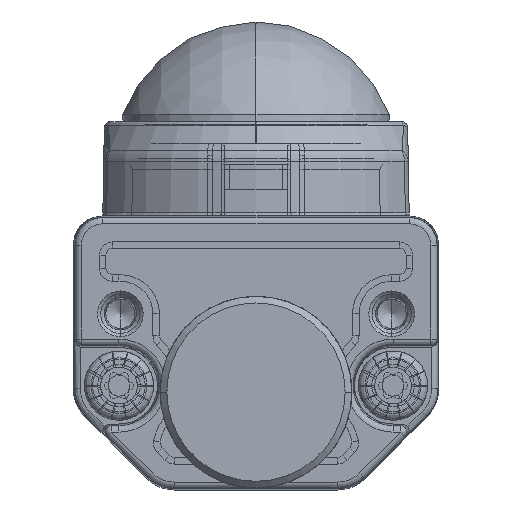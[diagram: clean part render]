
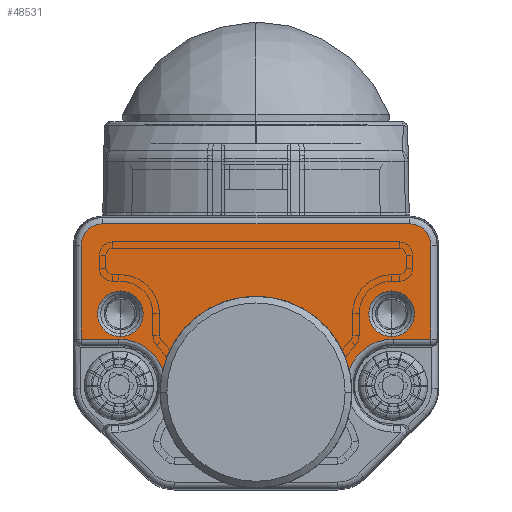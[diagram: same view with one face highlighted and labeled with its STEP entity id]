
A CAD part, left-side view. The second image highlights one B-rep face of the part: STEP entity #48531.
In plain terms, the highlighted face is planar.
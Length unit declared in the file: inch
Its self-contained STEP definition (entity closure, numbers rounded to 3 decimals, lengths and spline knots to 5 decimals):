
#45226=CARTESIAN_POINT('',(13.,8.,10.5));
#45227=DIRECTION('',(-1.,0.,0.));
#45228=DIRECTION('',(0.,1.,0.));
#45229=AXIS2_PLACEMENT_3D('',#45226,#45227,#45228);
#45231=DIRECTION('',(0.,0.,-1.));
#45232=VECTOR('',#45231,2.8909);
#45233=CARTESIAN_POINT('',(13.,11.56353,13.3909));
#45234=LINE('',#45233,#45232);
#45235=DIRECTION('',(0.,-1.,0.));
#45236=VECTOR('',#45235,7.18647);
#45237=CARTESIAN_POINT('',(13.,18.75,13.3909));
#45238=LINE('',#45237,#45236);
#45239=CARTESIAN_POINT('',(13.,18.75,11.75));
#45240=DIRECTION('',(1.,0.,0.));
#45241=DIRECTION('',(0.,1.,0.));
#45242=AXIS2_PLACEMENT_3D('',#45239,#45240,#45241);
#45244=DIRECTION('',(0.,0.,1.));
#45245=VECTOR('',#45244,23.5);
#45246=CARTESIAN_POINT('',(13.,20.3909,-11.75));
#45247=LINE('',#45246,#45245);
#45248=CARTESIAN_POINT('',(13.,18.75,-11.75));
#45249=DIRECTION('',(1.,0.,0.));
#45250=DIRECTION('',(0.,0.,-1.));
#45251=AXIS2_PLACEMENT_3D('',#45248,#45249,#45250);
#45253=DIRECTION('',(0.,1.,0.));
#45254=VECTOR('',#45253,7.18647);
#45255=CARTESIAN_POINT('',(13.,11.56353,-13.3909));
#45256=LINE('',#45255,#45254);
#45257=DIRECTION('',(0.,0.,-1.));
#45258=VECTOR('',#45257,2.8909);
#45259=CARTESIAN_POINT('',(13.,11.56353,-10.5));
#45260=LINE('',#45259,#45258);
#45261=CARTESIAN_POINT('',(13.,8.,-10.5));
#45262=DIRECTION('',(-1.,0.,0.));
#45263=DIRECTION('',(0.,0.34,0.941));
#45264=AXIS2_PLACEMENT_3D('',#45261,#45262,#45263);
#45266=CARTESIAN_POINT('',(13.,7.5,0.));
#45267=DIRECTION('',(1.,0.,0.));
#45268=DIRECTION('',(0.,0.233,-0.973));
#45269=AXIS2_PLACEMENT_3D('',#45266,#45267,#45268);
#45325=CARTESIAN_POINT('',(13.,13.5,-10.3923));
#45326=DIRECTION('',(-1.,0.,0.));
#45327=DIRECTION('',(0.,1.,0.));
#45328=AXIS2_PLACEMENT_3D('',#45325,#45326,#45327);
#45330=CARTESIAN_POINT('',(13.,13.5,-10.3923));
#45331=DIRECTION('',(-1.,0.,0.));
#45332=DIRECTION('',(0.,-1.,0.));
#45333=AXIS2_PLACEMENT_3D('',#45330,#45331,#45332);
#45335=CARTESIAN_POINT('',(13.,13.5,10.3923));
#45336=DIRECTION('',(-1.,0.,0.));
#45337=DIRECTION('',(0.,1.,0.));
#45338=AXIS2_PLACEMENT_3D('',#45335,#45336,#45337);
#45340=CARTESIAN_POINT('',(13.,13.5,10.3923));
#45341=DIRECTION('',(-1.,0.,0.));
#45342=DIRECTION('',(0.,-1.,0.));
#45343=AXIS2_PLACEMENT_3D('',#45340,#45341,#45342);
#45982=CARTESIAN_POINT('',(13.,20.3909,11.75));
#45983=CARTESIAN_POINT('',(13.,18.75,13.3909));
#45984=VERTEX_POINT('',#45982);
#45985=VERTEX_POINT('',#45983);
#45990=CARTESIAN_POINT('',(13.,20.3909,-11.75));
#45991=VERTEX_POINT('',#45990);
#45994=CARTESIAN_POINT('',(13.,18.75,-13.3909));
#45995=VERTEX_POINT('',#45994);
#46030=CARTESIAN_POINT('',(13.,11.56353,10.5));
#46031=CARTESIAN_POINT('',(13.,9.21015,7.14824));
#46032=VERTEX_POINT('',#46030);
#46033=VERTEX_POINT('',#46031);
#46062=CARTESIAN_POINT('',(13.,11.56353,13.3909));
#46063=VERTEX_POINT('',#46062);
#46072=CARTESIAN_POINT('',(13.,9.21015,-7.14824));
#46073=CARTESIAN_POINT('',(13.,11.56353,-10.5));
#46074=VERTEX_POINT('',#46072);
#46075=VERTEX_POINT('',#46073);
#46104=CARTESIAN_POINT('',(13.,11.56353,-13.3909));
#46105=VERTEX_POINT('',#46104);
#46304=CARTESIAN_POINT('',(13.,15.25,-10.3923));
#46305=CARTESIAN_POINT('',(13.,11.75,-10.3923));
#46306=VERTEX_POINT('',#46304);
#46307=VERTEX_POINT('',#46305);
#46308=CARTESIAN_POINT('',(13.,15.25,10.3923));
#46309=CARTESIAN_POINT('',(13.,11.75,10.3923));
#46310=VERTEX_POINT('',#46308);
#46311=VERTEX_POINT('',#46309);
#48492=CARTESIAN_POINT('',(13.,0.,0.));
#48493=DIRECTION('',(1.,0.,0.));
#48494=DIRECTION('',(0.,0.,-1.));
#48495=AXIS2_PLACEMENT_3D('',#48492,#48493,#48494);
#48496=PLANE('',#48495);
#48498=ORIENTED_EDGE('',*,*,#48497,.F.);
#48500=ORIENTED_EDGE('',*,*,#48499,.F.);
#48502=ORIENTED_EDGE('',*,*,#48501,.F.);
#48504=ORIENTED_EDGE('',*,*,#48503,.F.);
#48506=ORIENTED_EDGE('',*,*,#48505,.F.);
#48508=ORIENTED_EDGE('',*,*,#48507,.F.);
#48510=ORIENTED_EDGE('',*,*,#48509,.F.);
#48512=ORIENTED_EDGE('',*,*,#48511,.F.);
#48514=ORIENTED_EDGE('',*,*,#48513,.F.);
#48516=ORIENTED_EDGE('',*,*,#48515,.T.);
#48517=EDGE_LOOP('',(#48498,#48500,#48502,#48504,#48506,#48508,#48510,#48512,
#48514,#48516));
#48518=FACE_OUTER_BOUND('',#48517,.F.);
#48520=ORIENTED_EDGE('',*,*,#48519,.F.);
#48522=ORIENTED_EDGE('',*,*,#48521,.F.);
#48523=EDGE_LOOP('',(#48520,#48522));
#48524=FACE_BOUND('',#48523,.F.);
#48526=ORIENTED_EDGE('',*,*,#48525,.F.);
#48528=ORIENTED_EDGE('',*,*,#48527,.F.);
#48529=EDGE_LOOP('',(#48526,#48528));
#48530=FACE_BOUND('',#48529,.F.);
#48531=ADVANCED_FACE('',(#48518,#48524,#48530),#48496,.T.);
#45230=CIRCLE('',#45229,3.56353);
#45243=CIRCLE('',#45242,1.6409);
#45252=CIRCLE('',#45251,1.6409);
#45265=CIRCLE('',#45264,3.56353);
#45270=CIRCLE('',#45269,7.35);
#45329=CIRCLE('',#45328,1.75);
#45334=CIRCLE('',#45333,1.75);
#45339=CIRCLE('',#45338,1.75);
#45344=CIRCLE('',#45343,1.75);
#48497=EDGE_CURVE('',#46032,#46033,#45230,.T.);
#48499=EDGE_CURVE('',#46063,#46032,#45234,.T.);
#48501=EDGE_CURVE('',#45985,#46063,#45238,.T.);
#48503=EDGE_CURVE('',#45984,#45985,#45243,.T.);
#48505=EDGE_CURVE('',#45991,#45984,#45247,.T.);
#48507=EDGE_CURVE('',#45995,#45991,#45252,.T.);
#48509=EDGE_CURVE('',#46105,#45995,#45256,.T.);
#48511=EDGE_CURVE('',#46075,#46105,#45260,.T.);
#48513=EDGE_CURVE('',#46074,#46075,#45265,.T.);
#48515=EDGE_CURVE('',#46074,#46033,#45270,.T.);
#48519=EDGE_CURVE('',#46306,#46307,#45329,.T.);
#48521=EDGE_CURVE('',#46307,#46306,#45334,.T.);
#48525=EDGE_CURVE('',#46310,#46311,#45339,.T.);
#48527=EDGE_CURVE('',#46311,#46310,#45344,.T.);
